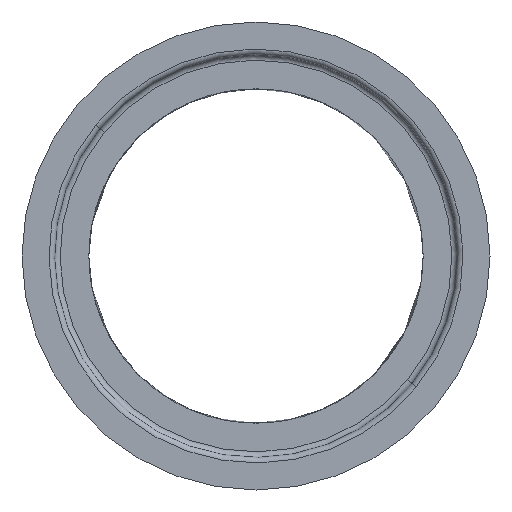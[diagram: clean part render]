
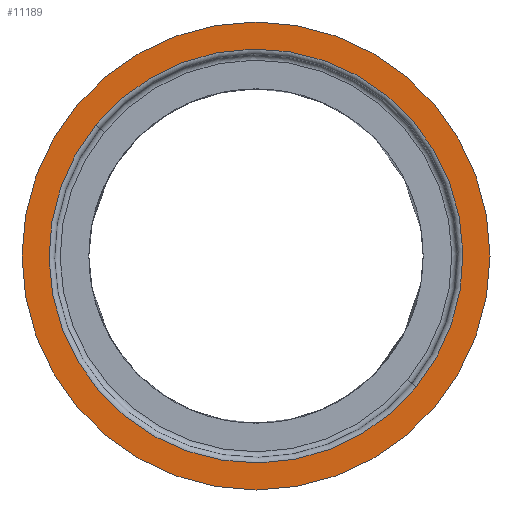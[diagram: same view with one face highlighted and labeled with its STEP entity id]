
A CAD part, front view. The second image highlights one B-rep face of the part: STEP entity #11189.
In plain terms, the highlighted face is planar.
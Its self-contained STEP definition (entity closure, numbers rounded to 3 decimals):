
#28 = PLANE ( 'NONE',  #9306 ) ;
#51 = ORIENTED_EDGE ( 'NONE', *, *, #6919, .T. ) ;
#96 = EDGE_CURVE ( 'NONE', #18498, #11636, #11684, .T. ) ;
#311 = ORIENTED_EDGE ( 'NONE', *, *, #2529, .T. ) ;
#1503 = CARTESIAN_POINT ( 'NONE',  ( -420., 0., -90. ) ) ;
#1591 = CIRCLE ( 'NONE', #20827, 420. ) ;
#1610 = FACE_BOUND ( 'NONE', #9064, .T. ) ;
#2251 = AXIS2_PLACEMENT_3D ( 'NONE', #13292, #18150, #4955 ) ;
#2502 = CARTESIAN_POINT ( 'NONE',  ( 420., 0., -90. ) ) ;
#2529 = EDGE_CURVE ( 'NONE', #11019, #8471, #1591, .T. ) ;
#3264 = AXIS2_PLACEMENT_3D ( 'NONE', #17563, #4781, #17666 ) ;
#3922 = AXIS2_PLACEMENT_3D ( 'NONE', #12686, #6667, #8248 ) ;
#4522 = ORIENTED_EDGE ( 'NONE', *, *, #15315, .T. ) ;
#4781 = DIRECTION ( 'NONE',  ( 0., 0., -1. ) ) ;
#4879 = DIRECTION ( 'NONE',  ( 1., 0., 0. ) ) ;
#4955 = DIRECTION ( 'NONE',  ( 0.775, 0.632, 0. ) ) ;
#6463 = CARTESIAN_POINT ( 'NONE',  ( 0., 0., -90. ) ) ;
#6667 = DIRECTION ( 'NONE',  ( 0., 0., 1. ) ) ;
#6919 = EDGE_CURVE ( 'NONE', #11636, #18498, #9691, .T. ) ;
#8020 = EDGE_LOOP ( 'NONE', ( #4522, #311 ) ) ;
#8248 = DIRECTION ( 'NONE',  ( 0.775, 0.632, 0. ) ) ;
#8471 = VERTEX_POINT ( 'NONE', #1503 ) ;
#8790 = DIRECTION ( 'NONE',  ( -1., 0., 0. ) ) ;
#9064 = EDGE_LOOP ( 'NONE', ( #51, #17630 ) ) ;
#9306 = AXIS2_PLACEMENT_3D ( 'NONE', #6463, #19350, #4879 ) ;
#9618 = FACE_OUTER_BOUND ( 'NONE', #8020, .T. ) ;
#9691 = CIRCLE ( 'NONE', #3922, 371.5 ) ;
#10569 = CARTESIAN_POINT ( 'NONE',  ( 0., 0., -90. ) ) ;
#11019 = VERTEX_POINT ( 'NONE', #2502 ) ;
#11189 = ADVANCED_FACE ( 'NONE', ( #1610, #9618 ), #28, .F. ) ;
#11636 = VERTEX_POINT ( 'NONE', #14308 ) ;
#11684 = CIRCLE ( 'NONE', #2251, 371.5 ) ;
#12358 = CIRCLE ( 'NONE', #3264, 420. ) ;
#12686 = CARTESIAN_POINT ( 'NONE',  ( 0., 0., -90. ) ) ;
#13292 = CARTESIAN_POINT ( 'NONE',  ( 0., 0., -90. ) ) ;
#14308 = CARTESIAN_POINT ( 'NONE',  ( 287.774, 234.943, -90. ) ) ;
#15315 = EDGE_CURVE ( 'NONE', #8471, #11019, #12358, .T. ) ;
#17336 = DIRECTION ( 'NONE',  ( 0., 0., -1. ) ) ;
#17563 = CARTESIAN_POINT ( 'NONE',  ( 0., 0., -90. ) ) ;
#17630 = ORIENTED_EDGE ( 'NONE', *, *, #96, .T. ) ;
#17666 = DIRECTION ( 'NONE',  ( -1., 0., 0. ) ) ;
#18150 = DIRECTION ( 'NONE',  ( 0., 0., 1. ) ) ;
#18498 = VERTEX_POINT ( 'NONE', #19045 ) ;
#19045 = CARTESIAN_POINT ( 'NONE',  ( -287.774, -234.943, -90. ) ) ;
#19350 = DIRECTION ( 'NONE',  ( 0., 0., 1. ) ) ;
#20827 = AXIS2_PLACEMENT_3D ( 'NONE', #10569, #17336, #8790 ) ;
